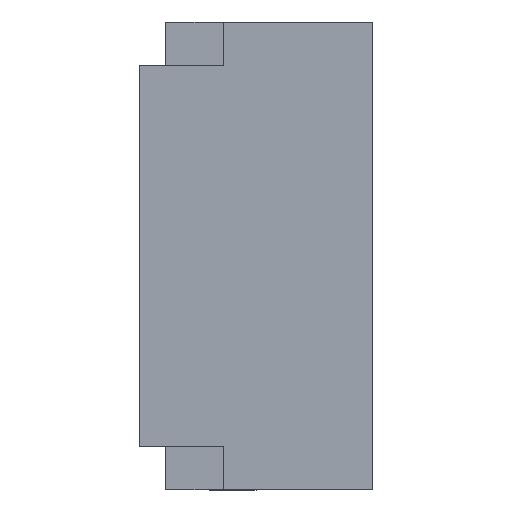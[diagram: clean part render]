
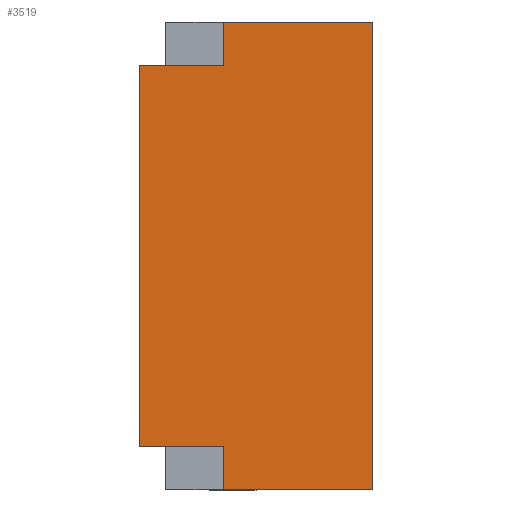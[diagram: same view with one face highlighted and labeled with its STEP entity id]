
A CAD part, top view. The second image highlights one B-rep face of the part: STEP entity #3519.
In plain terms, the highlighted planar face has unit normal (0, 0, 1).
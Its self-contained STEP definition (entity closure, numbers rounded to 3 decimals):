
#95=FACE_OUTER_BOUND('',#285,.T.);
#285=EDGE_LOOP('',(#2429,#2430,#2431,#2432,#2433,#2434,#2435,#2436));
#479=LINE('',#4909,#968);
#484=LINE('',#4918,#973);
#519=LINE('',#4989,#1008);
#544=LINE('',#5037,#1033);
#545=LINE('',#5040,#1034);
#546=LINE('',#5042,#1035);
#547=LINE('',#5044,#1036);
#548=LINE('',#5045,#1037);
#968=VECTOR('',#3964,10.);
#973=VECTOR('',#3971,10.);
#1008=VECTOR('',#4022,10.);
#1033=VECTOR('',#4067,10.);
#1034=VECTOR('',#4070,10.);
#1035=VECTOR('',#4071,10.);
#1036=VECTOR('',#4072,10.);
#1037=VECTOR('',#4073,10.);
#1452=VERTEX_POINT('',#4906);
#1453=VERTEX_POINT('',#4908);
#1456=VERTEX_POINT('',#4916);
#1483=VERTEX_POINT('',#4986);
#1484=VERTEX_POINT('',#4988);
#1498=VERTEX_POINT('',#5039);
#1499=VERTEX_POINT('',#5041);
#1500=VERTEX_POINT('',#5043);
#1795=EDGE_CURVE('',#1453,#1452,#479,.T.);
#1800=EDGE_CURVE('',#1456,#1452,#484,.T.);
#1835=EDGE_CURVE('',#1484,#1483,#519,.T.);
#1860=EDGE_CURVE('',#1483,#1453,#544,.T.);
#1861=EDGE_CURVE('',#1456,#1498,#545,.T.);
#1862=EDGE_CURVE('',#1498,#1499,#546,.T.);
#1863=EDGE_CURVE('',#1500,#1499,#547,.T.);
#1864=EDGE_CURVE('',#1484,#1500,#548,.T.);
#2429=ORIENTED_EDGE('',*,*,#1860,.T.);
#2430=ORIENTED_EDGE('',*,*,#1795,.T.);
#2431=ORIENTED_EDGE('',*,*,#1800,.F.);
#2432=ORIENTED_EDGE('',*,*,#1861,.T.);
#2433=ORIENTED_EDGE('',*,*,#1862,.T.);
#2434=ORIENTED_EDGE('',*,*,#1863,.F.);
#2435=ORIENTED_EDGE('',*,*,#1864,.F.);
#2436=ORIENTED_EDGE('',*,*,#1835,.T.);
#3343=PLANE('',#3729);
#3519=ADVANCED_FACE('',(#95),#3343,.T.);
#3729=AXIS2_PLACEMENT_3D('',#5038,#4068,#4069);
#3964=DIRECTION('',(-1.,0.,0.));
#3971=DIRECTION('',(0.,1.,0.));
#4022=DIRECTION('',(-1.,0.,0.));
#4067=DIRECTION('',(0.,-1.,0.));
#4068=DIRECTION('center_axis',(0.,0.,1.));
#4069=DIRECTION('ref_axis',(0.,1.,0.));
#4070=DIRECTION('',(1.,0.,0.));
#4071=DIRECTION('',(0.,-1.,0.));
#4072=DIRECTION('',(-1.,0.,0.));
#4073=DIRECTION('',(0.,-1.,0.));
#4906=CARTESIAN_POINT('',(-2.7,2.2,0.875));
#4908=CARTESIAN_POINT('',(-1.73,2.2,0.875));
#4909=CARTESIAN_POINT('',(-1.108,2.2,0.875));
#4916=CARTESIAN_POINT('',(-2.7,-2.2,0.875));
#4918=CARTESIAN_POINT('',(-2.7,2.7,0.875));
#4986=CARTESIAN_POINT('',(-1.73,2.7,0.875));
#4988=CARTESIAN_POINT('',(0.,2.7,0.875));
#4989=CARTESIAN_POINT('',(0.,2.7,0.875));
#5037=CARTESIAN_POINT('',(-1.73,0.,0.875));
#5038=CARTESIAN_POINT('Origin',(0.,-2.7,0.875));
#5039=CARTESIAN_POINT('',(-1.73,-2.2,0.875));
#5040=CARTESIAN_POINT('',(-1.108,-2.2,0.875));
#5041=CARTESIAN_POINT('',(-1.73,-2.7,0.875));
#5042=CARTESIAN_POINT('',(-1.73,-2.7,0.875));
#5043=CARTESIAN_POINT('',(0.,-2.7,0.875));
#5044=CARTESIAN_POINT('',(0.,-2.7,0.875));
#5045=CARTESIAN_POINT('',(0.,2.7,0.875));
